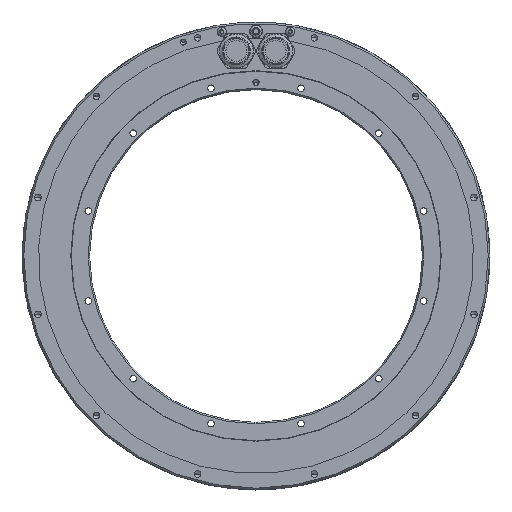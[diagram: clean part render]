
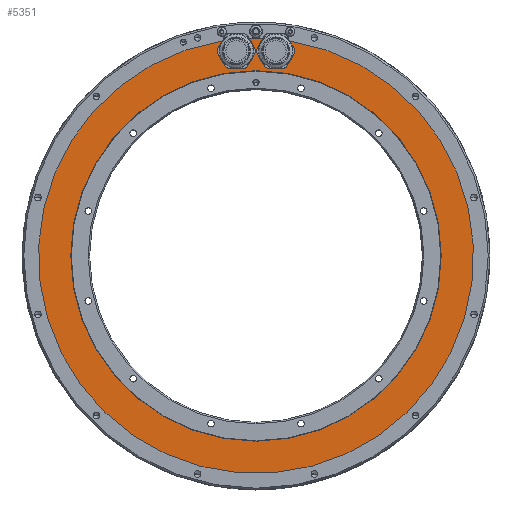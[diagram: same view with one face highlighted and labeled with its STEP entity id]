
A CAD part, top view. The second image highlights one B-rep face of the part: STEP entity #5351.
In plain terms, the highlighted planar face has unit normal (0, 0, 1).
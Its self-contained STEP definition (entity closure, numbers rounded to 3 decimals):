
#61=DIRECTION('',(0.5,-0.866,0.));
#62=VECTOR('',#61,9.048);
#63=CARTESIAN_POINT('',(-38.25,207.318,-0.15));
#64=LINE('',#63,#62);
#65=CARTESIAN_POINT('',(-20.4,212.4,-0.15));
#66=DIRECTION('',(0.,0.,1.));
#67=DIRECTION('',(-0.718,-0.696,0.));
#68=AXIS2_PLACEMENT_3D('',#65,#66,#67);
#70=DIRECTION('',(-1.,0.,0.));
#71=VECTOR('',#70,9.048);
#72=CARTESIAN_POINT('',(-15.876,194.4,-0.15));
#73=LINE('',#72,#71);
#74=CARTESIAN_POINT('',(-20.4,212.4,-0.15));
#75=DIRECTION('',(0.,0.,1.));
#76=DIRECTION('',(0.244,-0.97,0.));
#77=AXIS2_PLACEMENT_3D('',#74,#75,#76);
#79=DIRECTION('',(-0.5,-0.866,0.));
#80=VECTOR('',#79,9.048);
#81=CARTESIAN_POINT('',(-2.55,207.318,-0.15));
#82=LINE('',#81,#80);
#83=CARTESIAN_POINT('',(-20.4,212.4,-0.15));
#84=DIRECTION('',(0.,0.,1.));
#85=DIRECTION('',(0.962,-0.274,0.));
#86=AXIS2_PLACEMENT_3D('',#83,#84,#85);
#88=DIRECTION('',(0.5,-0.866,0.));
#89=VECTOR('',#88,9.101);
#90=CARTESIAN_POINT('',(-7.1,225.364,-0.15));
#91=LINE('',#90,#89);
#92=DIRECTION('',(-0.5,-0.866,0.));
#93=VECTOR('',#92,9.101);
#94=CARTESIAN_POINT('',(7.1,225.364,-0.15));
#95=LINE('',#94,#93);
#96=CARTESIAN_POINT('',(20.4,212.4,-0.15));
#97=DIRECTION('',(0.,0.,1.));
#98=DIRECTION('',(-0.962,0.274,0.));
#99=AXIS2_PLACEMENT_3D('',#96,#97,#98);
#101=DIRECTION('',(0.5,-0.866,0.));
#102=VECTOR('',#101,9.048);
#103=CARTESIAN_POINT('',(2.55,207.318,-0.15));
#104=LINE('',#103,#102);
#105=CARTESIAN_POINT('',(20.4,212.4,-0.15));
#106=DIRECTION('',(0.,0.,1.));
#107=DIRECTION('',(-0.718,-0.696,0.));
#108=AXIS2_PLACEMENT_3D('',#105,#106,#107);
#110=DIRECTION('',(-1.,0.,0.));
#111=VECTOR('',#110,9.048);
#112=CARTESIAN_POINT('',(24.924,194.4,-0.15));
#113=LINE('',#112,#111);
#114=CARTESIAN_POINT('',(20.4,212.4,-0.15));
#115=DIRECTION('',(0.,0.,1.));
#116=DIRECTION('',(0.244,-0.97,0.));
#117=AXIS2_PLACEMENT_3D('',#114,#115,#116);
#119=DIRECTION('',(-0.5,-0.866,0.));
#120=VECTOR('',#119,9.048);
#121=CARTESIAN_POINT('',(38.25,207.318,-0.15));
#122=LINE('',#121,#120);
#123=CARTESIAN_POINT('',(20.4,212.4,-0.15));
#124=DIRECTION('',(0.,0.,1.));
#125=DIRECTION('',(0.962,-0.274,0.));
#126=AXIS2_PLACEMENT_3D('',#123,#124,#125);
#128=DIRECTION('',(0.5,-0.866,0.));
#129=VECTOR('',#128,6.063);
#130=CARTESIAN_POINT('',(35.219,222.733,-0.15));
#131=LINE('',#130,#129);
#132=DIRECTION('',(-0.5,-0.866,0.));
#133=VECTOR('',#132,6.063);
#134=CARTESIAN_POINT('',(-35.219,222.733,
-0.15));
#135=LINE('',#134,#133);
#136=CARTESIAN_POINT('',(-20.4,212.4,-0.15));
#137=DIRECTION('',(0.,0.,1.));
#138=DIRECTION('',(-0.962,0.274,0.));
#139=AXIS2_PLACEMENT_3D('',#136,#137,#138);
#150=CARTESIAN_POINT('',(0.,0.,-0.15));
#151=DIRECTION('',(0.,0.,1.));
#152=DIRECTION('',(-1.,0.,0.));
#153=AXIS2_PLACEMENT_3D('',#150,#151,#152);
#1510=CARTESIAN_POINT('',(0.,0.,-0.15));
#1511=DIRECTION('',(0.,0.,1.));
#1512=DIRECTION('',(0.031,1.,0.));
#1513=AXIS2_PLACEMENT_3D('',#1510,#1511,#1512);
#1519=CARTESIAN_POINT('',(0.,0.,-0.15));
#1520=DIRECTION('',(0.,0.,1.));
#1521=DIRECTION('',(-0.156,0.988,0.));
#1522=AXIS2_PLACEMENT_3D('',#1519,#1520,#1521);
#4141=CARTESIAN_POINT('',(0.,0.,-0.15));
#4142=DIRECTION('',(0.,0.,1.));
#4143=DIRECTION('',(1.,0.,0.));
#4144=AXIS2_PLACEMENT_3D('',#4141,#4142,#4143);
#4564=CARTESIAN_POINT('',(-192.045,0.,-0.15));
#4565=CARTESIAN_POINT('',(192.045,0.,-0.15));
#4566=VERTEX_POINT('',#4564);
#4567=VERTEX_POINT('',#4565);
#4746=CARTESIAN_POINT('',(35.219,222.733,
-0.15));
#4747=VERTEX_POINT('',#4746);
#4748=CARTESIAN_POINT('',(7.1,225.364,
-0.15));
#4749=VERTEX_POINT('',#4748);
#4750=CARTESIAN_POINT('',(2.55,207.318,
-0.15));
#4751=CARTESIAN_POINT('',(7.073,199.482,
-0.15));
#4752=VERTEX_POINT('',#4750);
#4753=VERTEX_POINT('',#4751);
#4754=CARTESIAN_POINT('',(15.876,194.4,-0.15));
#4755=VERTEX_POINT('',#4754);
#4756=CARTESIAN_POINT('',(2.55,217.482,
-0.15));
#4757=VERTEX_POINT('',#4756);
#4758=CARTESIAN_POINT('',(38.25,207.318,
-0.15));
#4759=CARTESIAN_POINT('',(33.727,199.482,
-0.15));
#4760=VERTEX_POINT('',#4758);
#4761=VERTEX_POINT('',#4759);
#4762=CARTESIAN_POINT('',(38.25,217.482,
-0.15));
#4763=VERTEX_POINT('',#4762);
#4764=CARTESIAN_POINT('',(24.924,194.4,-0.15));
#4765=VERTEX_POINT('',#4764);
#4932=CARTESIAN_POINT('',(-7.1,225.364,
-0.15));
#4933=VERTEX_POINT('',#4932);
#4934=CARTESIAN_POINT('',(-35.219,222.733,
-0.15));
#4935=VERTEX_POINT('',#4934);
#4936=CARTESIAN_POINT('',(-38.25,207.318,
-0.15));
#4937=CARTESIAN_POINT('',(-33.727,199.482,
-0.15));
#4938=VERTEX_POINT('',#4936);
#4939=VERTEX_POINT('',#4937);
#4940=CARTESIAN_POINT('',(-24.924,194.4,-0.15));
#4941=VERTEX_POINT('',#4940);
#4942=CARTESIAN_POINT('',(-38.25,217.482,
-0.15));
#4943=VERTEX_POINT('',#4942);
#4944=CARTESIAN_POINT('',(-2.55,207.318,
-0.15));
#4945=CARTESIAN_POINT('',(-7.073,199.482,
-0.15));
#4946=VERTEX_POINT('',#4944);
#4947=VERTEX_POINT('',#4945);
#4948=CARTESIAN_POINT('',(-2.55,217.482,
-0.15));
#4949=VERTEX_POINT('',#4948);
#4950=CARTESIAN_POINT('',(-15.876,194.4,-0.15));
#4951=VERTEX_POINT('',#4950);
#5299=CARTESIAN_POINT('',(0.,0.,-0.15));
#5300=DIRECTION('',(0.,0.,1.));
#5301=DIRECTION('',(1.,0.,0.));
#5302=AXIS2_PLACEMENT_3D('',#5299,#5300,#5301);
#5303=PLANE('',#5302);
#5305=ORIENTED_EDGE('',*,*,#5304,.T.);
#5307=ORIENTED_EDGE('',*,*,#5306,.T.);
#5309=ORIENTED_EDGE('',*,*,#5308,.F.);
#5311=ORIENTED_EDGE('',*,*,#5310,.T.);
#5313=ORIENTED_EDGE('',*,*,#5312,.F.);
#5314=ORIENTED_EDGE('',*,*,#5281,.T.);
#5316=ORIENTED_EDGE('',*,*,#5315,.F.);
#5318=ORIENTED_EDGE('',*,*,#5317,.F.);
#5320=ORIENTED_EDGE('',*,*,#5319,.T.);
#5322=ORIENTED_EDGE('',*,*,#5321,.T.);
#5324=ORIENTED_EDGE('',*,*,#5323,.T.);
#5326=ORIENTED_EDGE('',*,*,#5325,.T.);
#5328=ORIENTED_EDGE('',*,*,#5327,.F.);
#5330=ORIENTED_EDGE('',*,*,#5329,.T.);
#5332=ORIENTED_EDGE('',*,*,#5331,.F.);
#5334=ORIENTED_EDGE('',*,*,#5333,.T.);
#5336=ORIENTED_EDGE('',*,*,#5335,.F.);
#5338=ORIENTED_EDGE('',*,*,#5337,.F.);
#5340=ORIENTED_EDGE('',*,*,#5339,.T.);
#5342=ORIENTED_EDGE('',*,*,#5341,.T.);
#5343=EDGE_LOOP('',(#5305,#5307,#5309,#5311,#5313,#5314,#5316,#5318,#5320,#5322,
#5324,#5326,#5328,#5330,#5332,#5334,#5336,#5338,#5340,#5342));
#5344=FACE_OUTER_BOUND('',#5343,.F.);
#5346=ORIENTED_EDGE('',*,*,#5345,.T.);
#5348=ORIENTED_EDGE('',*,*,#5347,.T.);
#5349=EDGE_LOOP('',(#5346,#5348));
#5350=FACE_BOUND('',#5349,.F.);
#5351=ADVANCED_FACE('',(#5344,#5350),#5303,.T.);
#69=CIRCLE('',#68,18.56);
#78=CIRCLE('',#77,18.56);
#87=CIRCLE('',#86,18.56);
#100=CIRCLE('',#99,18.56);
#109=CIRCLE('',#108,18.56);
#118=CIRCLE('',#117,18.56);
#127=CIRCLE('',#126,18.56);
#140=CIRCLE('',#139,18.56);
#154=CIRCLE('',#153,192.045);
#1514=CIRCLE('',#1513,225.5);
#1523=CIRCLE('',#1522,225.5);
#4145=CIRCLE('',#4144,192.045);
#5281=EDGE_CURVE('',#4946,#4949,#87,.T.);
#5304=EDGE_CURVE('',#4938,#4939,#64,.T.);
#5306=EDGE_CURVE('',#4939,#4941,#69,.T.);
#5308=EDGE_CURVE('',#4951,#4941,#73,.T.);
#5310=EDGE_CURVE('',#4951,#4947,#78,.T.);
#5312=EDGE_CURVE('',#4946,#4947,#82,.T.);
#5315=EDGE_CURVE('',#4933,#4949,#91,.T.);
#5317=EDGE_CURVE('',#4749,#4933,#1514,.T.);
#5319=EDGE_CURVE('',#4749,#4757,#95,.T.);
#5321=EDGE_CURVE('',#4757,#4752,#100,.T.);
#5323=EDGE_CURVE('',#4752,#4753,#104,.T.);
#5325=EDGE_CURVE('',#4753,#4755,#109,.T.);
#5327=EDGE_CURVE('',#4765,#4755,#113,.T.);
#5329=EDGE_CURVE('',#4765,#4761,#118,.T.);
#5331=EDGE_CURVE('',#4760,#4761,#122,.T.);
#5333=EDGE_CURVE('',#4760,#4763,#127,.T.);
#5335=EDGE_CURVE('',#4747,#4763,#131,.T.);
#5337=EDGE_CURVE('',#4935,#4747,#1523,.T.);
#5339=EDGE_CURVE('',#4935,#4943,#135,.T.);
#5341=EDGE_CURVE('',#4943,#4938,#140,.T.);
#5345=EDGE_CURVE('',#4566,#4567,#154,.T.);
#5347=EDGE_CURVE('',#4567,#4566,#4145,.T.);
